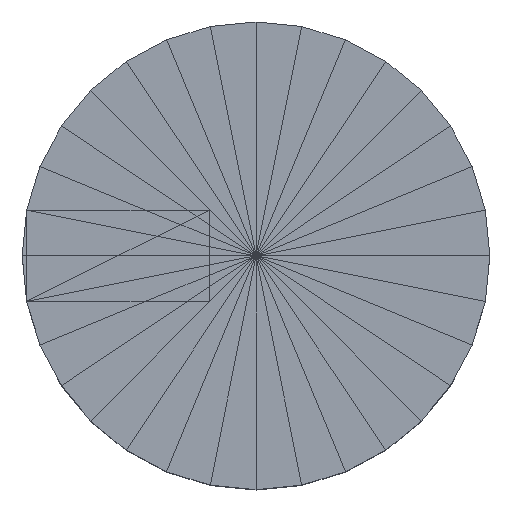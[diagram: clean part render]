
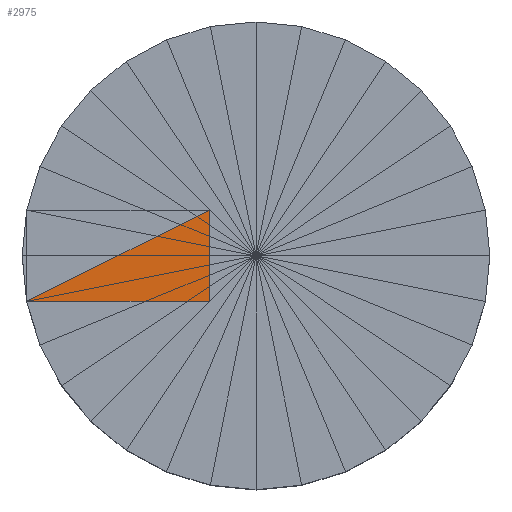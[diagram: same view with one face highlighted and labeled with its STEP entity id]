
A CAD part, top view. The second image highlights one B-rep face of the part: STEP entity #2975.
In plain terms, the highlighted planar face has unit normal (0, 0, 1).
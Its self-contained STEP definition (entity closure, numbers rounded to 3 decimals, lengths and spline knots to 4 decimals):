
#2975 = ADVANCED_FACE('',(#2976),#3002,.F.);
#2976 = FACE_BOUND('',#2977,.F.);
#2977 = EDGE_LOOP('',(#2978,#2988,#2996));
#2978 = ORIENTED_EDGE('',*,*,#2979,.T.);
#2979 = EDGE_CURVE('',#2980,#2982,#2984,.T.);
#2980 = VERTEX_POINT('',#2981);
#2981 = CARTESIAN_POINT('',(-20.3644,-2.1308,10.4143));
#2982 = VERTEX_POINT('',#2983);
#2983 = CARTESIAN_POINT('',(-11.8366,2.1308,10.4143));
#2984 = LINE('',#2985,#2986);
#2985 = CARTESIAN_POINT('',(-20.3644,-2.1308,10.4143));
#2986 = VECTOR('',#2987,1.);
#2987 = DIRECTION('',(0.895,0.447,0.));
#2988 = ORIENTED_EDGE('',*,*,#2989,.T.);
#2989 = EDGE_CURVE('',#2982,#2990,#2992,.T.);
#2990 = VERTEX_POINT('',#2991);
#2991 = CARTESIAN_POINT('',(-11.8366,-2.1308,10.4143));
#2992 = LINE('',#2993,#2994);
#2993 = CARTESIAN_POINT('',(-11.8366,2.1308,10.4143));
#2994 = VECTOR('',#2995,1.);
#2995 = DIRECTION('',(0.,-1.,0.));
#2996 = ORIENTED_EDGE('',*,*,#2997,.T.);
#2997 = EDGE_CURVE('',#2990,#2980,#2998,.T.);
#2998 = LINE('',#2999,#3000);
#2999 = CARTESIAN_POINT('',(-11.8366,-2.1308,10.4143));
#3000 = VECTOR('',#3001,1.);
#3001 = DIRECTION('',(-1.,0.,0.));
#3002 = PLANE('',#3003);
#3003 = AXIS2_PLACEMENT_3D('',#3004,#3005,#3006);
#3004 = CARTESIAN_POINT('',(-11.8366,2.1308,10.4143));
#3005 = DIRECTION('',(0.,0.,-1.));
#3006 = DIRECTION('',(-1.,0.,0.));
